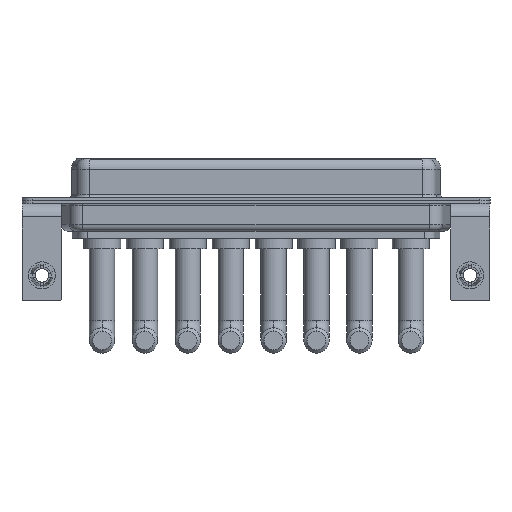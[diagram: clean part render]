
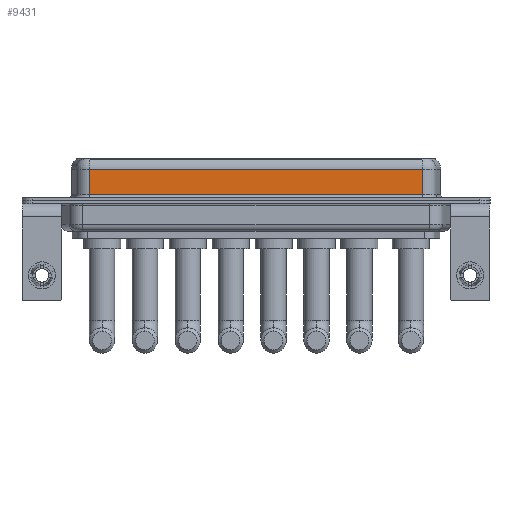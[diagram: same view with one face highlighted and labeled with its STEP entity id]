
A CAD part, front view. The second image highlights one B-rep face of the part: STEP entity #9431.
In plain terms, the highlighted planar face has unit normal (0, -1, 0).
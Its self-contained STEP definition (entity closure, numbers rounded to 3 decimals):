
#180 = VERTEX_POINT ( 'NONE', #14850 ) ;
#515 = CARTESIAN_POINT ( 'NONE',  ( 56.462, -3.95, 0.9 ) ) ;
#665 = ORIENTED_EDGE ( 'NONE', *, *, #8392, .T. ) ;
#835 = VECTOR ( 'NONE', #14517, 1000. ) ;
#1126 = VERTEX_POINT ( 'NONE', #515 ) ;
#2262 = AXIS2_PLACEMENT_3D ( 'NONE', #11982, #15470, #11821 ) ;
#2304 = LINE ( 'NONE', #4452, #4892 ) ;
#2905 = VERTEX_POINT ( 'NONE', #10186 ) ;
#3350 = EDGE_CURVE ( 'NONE', #2905, #5979, #4857, .T. ) ;
#3527 = EDGE_CURVE ( 'NONE', #2905, #1126, #2304, .T. ) ;
#3902 = CARTESIAN_POINT ( 'NONE',  ( 56.462, -3.95, 4.65 ) ) ;
#4452 = CARTESIAN_POINT ( 'NONE',  ( 56.462, -3.95, 6.4 ) ) ;
#4857 = LINE ( 'NONE', #3902, #835 ) ;
#4892 = VECTOR ( 'NONE', #12907, 1000. ) ;
#5063 = CARTESIAN_POINT ( 'NONE',  ( 7.038, -3.95, 6.4 ) ) ;
#5306 = CARTESIAN_POINT ( 'NONE',  ( 56.462, -3.95, 0.9 ) ) ;
#5388 = LINE ( 'NONE', #5063, #13682 ) ;
#5979 = VERTEX_POINT ( 'NONE', #11708 ) ;
#7147 = FACE_OUTER_BOUND ( 'NONE', #7745, .T. ) ;
#7677 = DIRECTION ( 'NONE',  ( 0., 0., -1. ) ) ;
#7745 = EDGE_LOOP ( 'NONE', ( #14215, #13477, #665, #12829 ) ) ;
#8392 = EDGE_CURVE ( 'NONE', #5979, #180, #5388, .T. ) ;
#9257 = DIRECTION ( 'NONE',  ( 1., 0., 0. ) ) ;
#9431 = ADVANCED_FACE ( 'NONE', ( #7147 ), #13000, .F. ) ;
#10186 = CARTESIAN_POINT ( 'NONE',  ( 56.462, -3.95, 4.65 ) ) ;
#11082 = VECTOR ( 'NONE', #9257, 1000. ) ;
#11708 = CARTESIAN_POINT ( 'NONE',  ( 7.038, -3.95, 4.65 ) ) ;
#11821 = DIRECTION ( 'NONE',  ( 0., 0., 1. ) ) ;
#11982 = CARTESIAN_POINT ( 'NONE',  ( 56.462, -3.95, 6.4 ) ) ;
#12585 = LINE ( 'NONE', #5306, #11082 ) ;
#12829 = ORIENTED_EDGE ( 'NONE', *, *, #14096, .T. ) ;
#12907 = DIRECTION ( 'NONE',  ( 0., 0., -1. ) ) ;
#13000 = PLANE ( 'NONE',  #2262 ) ;
#13477 = ORIENTED_EDGE ( 'NONE', *, *, #3350, .T. ) ;
#13682 = VECTOR ( 'NONE', #7677, 1000. ) ;
#14096 = EDGE_CURVE ( 'NONE', #180, #1126, #12585, .T. ) ;
#14215 = ORIENTED_EDGE ( 'NONE', *, *, #3527, .F. ) ;
#14517 = DIRECTION ( 'NONE',  ( -1., 0., 0. ) ) ;
#14850 = CARTESIAN_POINT ( 'NONE',  ( 7.038, -3.95, 0.9 ) ) ;
#15470 = DIRECTION ( 'NONE',  ( 0., 1., 0. ) ) ;
